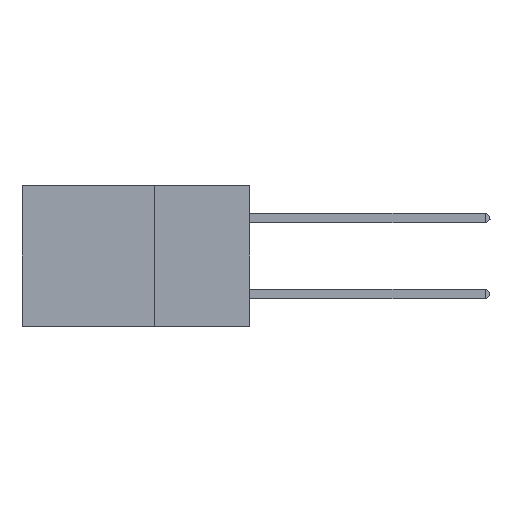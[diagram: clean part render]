
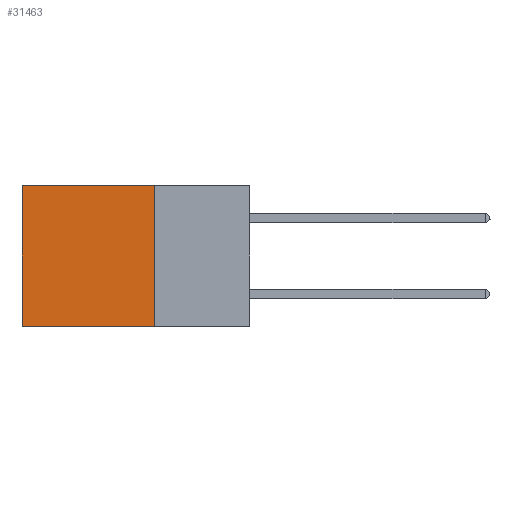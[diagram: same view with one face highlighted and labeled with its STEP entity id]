
A CAD part, left-side view. The second image highlights one B-rep face of the part: STEP entity #31463.
In plain terms, the highlighted planar face has unit normal (-1, 0, 0).
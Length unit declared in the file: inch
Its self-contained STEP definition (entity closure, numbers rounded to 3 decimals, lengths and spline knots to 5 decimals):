
#483 = CARTESIAN_POINT ( 'NONE',  ( 0.2875, 0.6, -0.37 ) ) ;
#591 = DIRECTION ( 'NONE',  ( 0., 1., 0. ) ) ;
#1751 = LINE ( 'NONE', #17069, #22886 ) ;
#2075 = CARTESIAN_POINT ( 'NONE',  ( 0.2875, 0.25, 0. ) ) ;
#4217 = EDGE_CURVE ( 'NONE', #13369, #8594, #6115, .T. ) ;
#4692 = CARTESIAN_POINT ( 'NONE',  ( 0.2875, 0.25, 0. ) ) ;
#5516 = CARTESIAN_POINT ( 'NONE',  ( 0.2875, 0.25, 0. ) ) ;
#6115 = LINE ( 'NONE', #13454, #31827 ) ;
#6987 = DIRECTION ( 'NONE',  ( 0., 1., 0. ) ) ;
#7116 = FACE_OUTER_BOUND ( 'NONE', #20485, .T. ) ;
#8594 = VERTEX_POINT ( 'NONE', #483 ) ;
#9079 = DIRECTION ( 'NONE',  ( 0., 0., -1. ) ) ;
#10095 = EDGE_CURVE ( 'NONE', #16278, #13369, #31536, .T. ) ;
#10859 = CARTESIAN_POINT ( 'NONE',  ( 0.2875, 0.25, -0.37 ) ) ;
#12527 = VERTEX_POINT ( 'NONE', #13930 ) ;
#13369 = VERTEX_POINT ( 'NONE', #13696 ) ;
#13454 = CARTESIAN_POINT ( 'NONE',  ( 0.2875, 0.6, 0. ) ) ;
#13696 = CARTESIAN_POINT ( 'NONE',  ( 0.2875, 0.6, 0. ) ) ;
#13930 = CARTESIAN_POINT ( 'NONE',  ( 0.2875, 0.25, -0.37 ) ) ;
#15636 = ORIENTED_EDGE ( 'NONE', *, *, #4217, .T. ) ;
#16278 = VERTEX_POINT ( 'NONE', #5516 ) ;
#17069 = CARTESIAN_POINT ( 'NONE',  ( 0.2875, 0.25, 0. ) ) ;
#19034 = PLANE ( 'NONE',  #31808 ) ;
#19081 = VECTOR ( 'NONE', #6987, 39.37008 ) ;
#19508 = DIRECTION ( 'NONE',  ( 0., 0., -1. ) ) ;
#20485 = EDGE_LOOP ( 'NONE', ( #15636, #30477, #26637, #28169 ) ) ;
#21769 = VECTOR ( 'NONE', #591, 39.37008 ) ;
#22701 = EDGE_CURVE ( 'NONE', #12527, #8594, #22896, .T. ) ;
#22886 = VECTOR ( 'NONE', #19508, 39.37008 ) ;
#22896 = LINE ( 'NONE', #10859, #21769 ) ;
#23367 = DIRECTION ( 'NONE',  ( 0., 0., -1. ) ) ;
#26022 = EDGE_CURVE ( 'NONE', #16278, #12527, #1751, .T. ) ;
#26637 = ORIENTED_EDGE ( 'NONE', *, *, #26022, .F. ) ;
#28169 = ORIENTED_EDGE ( 'NONE', *, *, #10095, .T. ) ;
#30477 = ORIENTED_EDGE ( 'NONE', *, *, #22701, .F. ) ;
#31337 = DIRECTION ( 'NONE',  ( 1., 0., 0. ) ) ;
#31463 = ADVANCED_FACE ( 'NONE', ( #7116 ), #19034, .F. ) ;
#31536 = LINE ( 'NONE', #4692, #19081 ) ;
#31808 = AXIS2_PLACEMENT_3D ( 'NONE', #2075, #31337, #9079 ) ;
#31827 = VECTOR ( 'NONE', #23367, 39.37008 ) ;
